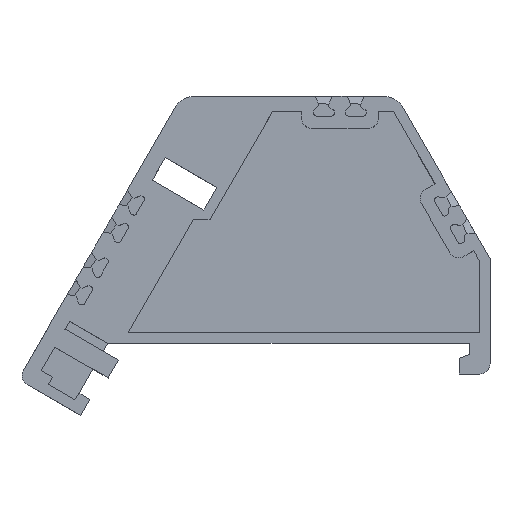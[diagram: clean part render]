
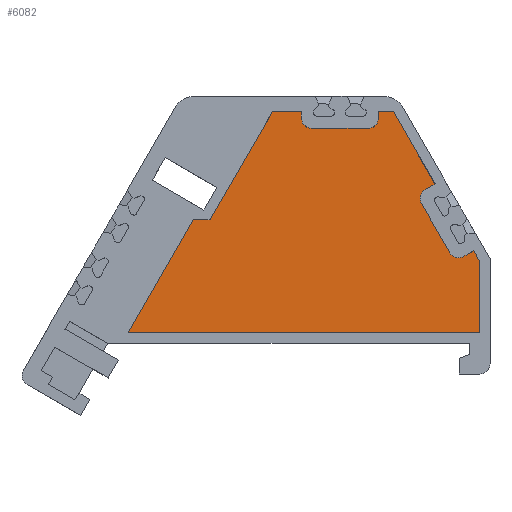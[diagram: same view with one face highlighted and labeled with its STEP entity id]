
A CAD part, top view. The second image highlights one B-rep face of the part: STEP entity #6082.
In plain terms, the highlighted planar face has unit normal (0, 0, 1).
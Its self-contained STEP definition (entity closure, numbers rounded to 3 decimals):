
#1951=CARTESIAN_POINT('',(2.25,21.9,0.75));
#1952=DIRECTION('',(0.,0.,1.));
#1953=DIRECTION('',(-1.,0.,0.));
#1954=AXIS2_PLACEMENT_3D('',#1951,#1952,#1953);
#1969=CARTESIAN_POINT('',(7.75,21.9,0.75));
#1970=DIRECTION('',(0.,0.,1.));
#1971=DIRECTION('',(0.,-1.,0.));
#1972=AXIS2_PLACEMENT_3D('',#1969,#1970,#1971);
#1999=CARTESIAN_POINT('',(13.806,14.073,0.75));
#2000=DIRECTION('',(0.,0.,1.));
#2001=DIRECTION('',(-0.5,0.866,0.));
#2002=AXIS2_PLACEMENT_3D('',#1999,#2000,#2001);
#2017=CARTESIAN_POINT('',(16.556,9.31,0.75));
#2018=DIRECTION('',(0.,0.,1.));
#2019=DIRECTION('',(-0.866,-0.5,0.));
#2020=AXIS2_PLACEMENT_3D('',#2017,#2018,#2019);
#2046=DIRECTION('',(-0.5,-0.866,0.));
#2047=VECTOR('',#2046,12.124);
#2048=CARTESIAN_POINT('',(-1.573,22.5,0.75));
#2049=LINE('',#2048,#2047);
#2050=DIRECTION('',(-1.,0.,0.));
#2051=VECTOR('',#2050,2.823);
#2052=CARTESIAN_POINT('',(1.25,22.5,0.75));
#2053=LINE('',#2052,#2051);
#2054=DIRECTION('',(0.,1.,0.));
#2055=VECTOR('',#2054,0.6);
#2056=CARTESIAN_POINT('',(1.25,21.9,0.75));
#2057=LINE('',#2056,#2055);
#2058=DIRECTION('',(-1.,0.,0.));
#2059=VECTOR('',#2058,5.5);
#2060=CARTESIAN_POINT('',(7.75,20.9,0.75));
#2061=LINE('',#2060,#2059);
#2062=DIRECTION('',(0.,-1.,0.));
#2063=VECTOR('',#2062,0.6);
#2064=CARTESIAN_POINT('',(8.75,22.5,0.75));
#2065=LINE('',#2064,#2063);
#2066=DIRECTION('',(-1.,0.,0.));
#2067=VECTOR('',#2066,1.461);
#2068=CARTESIAN_POINT('',(10.211,22.5,0.75));
#2069=LINE('',#2068,#2067);
#2070=DIRECTION('',(-0.5,0.866,0.));
#2071=VECTOR('',#2070,8.095);
#2072=CARTESIAN_POINT('',(14.259,15.489,0.75));
#2073=LINE('',#2072,#2071);
#2074=DIRECTION('',(0.866,0.5,0.));
#2075=VECTOR('',#2074,1.1);
#2076=CARTESIAN_POINT('',(13.306,14.939,0.75));
#2077=LINE('',#2076,#2075);
#2078=DIRECTION('',(-0.5,0.866,0.));
#2079=VECTOR('',#2078,5.5);
#2080=CARTESIAN_POINT('',(15.69,8.81,0.75));
#2081=LINE('',#2080,#2079);
#2082=DIRECTION('',(-0.866,-0.5,0.));
#2083=VECTOR('',#2082,1.1);
#2084=CARTESIAN_POINT('',(18.009,8.994,0.75));
#2085=LINE('',#2084,#2083);
#2086=DIRECTION('',(-0.5,0.866,0.));
#2087=VECTOR('',#2086,1.182);
#2088=CARTESIAN_POINT('',(18.6,7.97,0.75));
#2089=LINE('',#2088,#2087);
#2090=DIRECTION('',(0.,1.,0.));
#2091=VECTOR('',#2090,6.97);
#2092=CARTESIAN_POINT('',(18.6,1.,0.75));
#2093=LINE('',#2092,#2091);
#2094=DIRECTION('',(1.,0.,0.));
#2095=VECTOR('',#2094,34.203);
#2096=CARTESIAN_POINT('',(-15.603,1.,0.75));
#2097=LINE('',#2096,#2095);
#2098=DIRECTION('',(-0.5,-0.866,0.));
#2099=VECTOR('',#2098,12.702);
#2100=CARTESIAN_POINT('',(-9.252,12.,0.75));
#2101=LINE('',#2100,#2099);
#2102=DIRECTION('',(-1.,0.,0.));
#2103=VECTOR('',#2102,1.617);
#2104=CARTESIAN_POINT('',(-7.635,12.,0.75));
#2105=LINE('',#2104,#2103);
#2499=CARTESIAN_POINT('',(-1.573,22.5,0.75));
#2500=CARTESIAN_POINT('',(-7.635,12.,0.75));
#2501=VERTEX_POINT('',#2499);
#2502=VERTEX_POINT('',#2500);
#2503=CARTESIAN_POINT('',(-9.252,12.,0.75));
#2504=VERTEX_POINT('',#2503);
#2505=CARTESIAN_POINT('',(-15.603,1.,0.75));
#2506=VERTEX_POINT('',#2505);
#2507=CARTESIAN_POINT('',(18.6,1.,0.75));
#2508=VERTEX_POINT('',#2507);
#2509=CARTESIAN_POINT('',(18.6,7.97,0.75));
#2510=VERTEX_POINT('',#2509);
#2511=CARTESIAN_POINT('',(18.009,8.994,0.75));
#2512=VERTEX_POINT('',#2511);
#2513=CARTESIAN_POINT('',(14.259,15.489,0.75));
#2514=CARTESIAN_POINT('',(10.211,22.5,0.75));
#2515=VERTEX_POINT('',#2513);
#2516=VERTEX_POINT('',#2514);
#2517=CARTESIAN_POINT('',(8.75,22.5,0.75));
#2518=VERTEX_POINT('',#2517);
#2519=CARTESIAN_POINT('',(1.25,22.5,0.75));
#2520=VERTEX_POINT('',#2519);
#2552=CARTESIAN_POINT('',(15.69,8.81,0.75));
#2554=VERTEX_POINT('',#2552);
#2556=CARTESIAN_POINT('',(17.056,8.444,0.75));
#2558=VERTEX_POINT('',#2556);
#2560=CARTESIAN_POINT('',(13.306,14.939,0.75));
#2562=VERTEX_POINT('',#2560);
#2564=CARTESIAN_POINT('',(12.94,13.573,0.75));
#2566=VERTEX_POINT('',#2564);
#2568=CARTESIAN_POINT('',(7.75,20.9,0.75));
#2570=VERTEX_POINT('',#2568);
#2572=CARTESIAN_POINT('',(8.75,21.9,0.75));
#2574=VERTEX_POINT('',#2572);
#2576=CARTESIAN_POINT('',(1.25,21.9,0.75));
#2578=VERTEX_POINT('',#2576);
#2580=CARTESIAN_POINT('',(2.25,20.9,0.75));
#2582=VERTEX_POINT('',#2580);
#6056=CARTESIAN_POINT('',(0.,0.,0.75));
#6057=DIRECTION('',(0.,0.,1.));
#6058=DIRECTION('',(1.,0.,0.));
#6059=AXIS2_PLACEMENT_3D('',#6056,#6057,#6058);
#6060=PLANE('',#6059);
#6061=ORIENTED_EDGE('',*,*,#5798,.F.);
#6062=ORIENTED_EDGE('',*,*,#5813,.F.);
#6063=ORIENTED_EDGE('',*,*,#5827,.F.);
#6064=ORIENTED_EDGE('',*,*,#5842,.T.);
#6065=ORIENTED_EDGE('',*,*,#5855,.F.);
#6066=ORIENTED_EDGE('',*,*,#5870,.T.);
#6067=ORIENTED_EDGE('',*,*,#5883,.F.);
#6068=ORIENTED_EDGE('',*,*,#5897,.F.);
#6069=ORIENTED_EDGE('',*,*,#5911,.F.);
#6070=ORIENTED_EDGE('',*,*,#5925,.F.);
#6071=ORIENTED_EDGE('',*,*,#5940,.T.);
#6072=ORIENTED_EDGE('',*,*,#5953,.F.);
#6073=ORIENTED_EDGE('',*,*,#5968,.T.);
#6074=ORIENTED_EDGE('',*,*,#5981,.F.);
#6075=ORIENTED_EDGE('',*,*,#5995,.F.);
#6076=ORIENTED_EDGE('',*,*,#6009,.F.);
#6077=ORIENTED_EDGE('',*,*,#6023,.F.);
#6078=ORIENTED_EDGE('',*,*,#6037,.F.);
#6079=ORIENTED_EDGE('',*,*,#6050,.F.);
#6080=EDGE_LOOP('',(#6061,#6062,#6063,#6064,#6065,#6066,#6067,#6068,#6069,#6070,
#6071,#6072,#6073,#6074,#6075,#6076,#6077,#6078,#6079));
#6081=FACE_OUTER_BOUND('',#6080,.F.);
#6082=ADVANCED_FACE('',(#6081),#6060,.T.);
#1955=CIRCLE('',#1954,1.);
#1973=CIRCLE('',#1972,1.);
#2003=CIRCLE('',#2002,1.);
#2021=CIRCLE('',#2020,1.);
#5798=EDGE_CURVE('',#2501,#2502,#2049,.T.);
#5813=EDGE_CURVE('',#2520,#2501,#2053,.T.);
#5827=EDGE_CURVE('',#2578,#2520,#2057,.T.);
#5842=EDGE_CURVE('',#2578,#2582,#1955,.T.);
#5855=EDGE_CURVE('',#2570,#2582,#2061,.T.);
#5870=EDGE_CURVE('',#2570,#2574,#1973,.T.);
#5883=EDGE_CURVE('',#2518,#2574,#2065,.T.);
#5897=EDGE_CURVE('',#2516,#2518,#2069,.T.);
#5911=EDGE_CURVE('',#2515,#2516,#2073,.T.);
#5925=EDGE_CURVE('',#2562,#2515,#2077,.T.);
#5940=EDGE_CURVE('',#2562,#2566,#2003,.T.);
#5953=EDGE_CURVE('',#2554,#2566,#2081,.T.);
#5968=EDGE_CURVE('',#2554,#2558,#2021,.T.);
#5981=EDGE_CURVE('',#2512,#2558,#2085,.T.);
#5995=EDGE_CURVE('',#2510,#2512,#2089,.T.);
#6009=EDGE_CURVE('',#2508,#2510,#2093,.T.);
#6023=EDGE_CURVE('',#2506,#2508,#2097,.T.);
#6037=EDGE_CURVE('',#2504,#2506,#2101,.T.);
#6050=EDGE_CURVE('',#2502,#2504,#2105,.T.);
